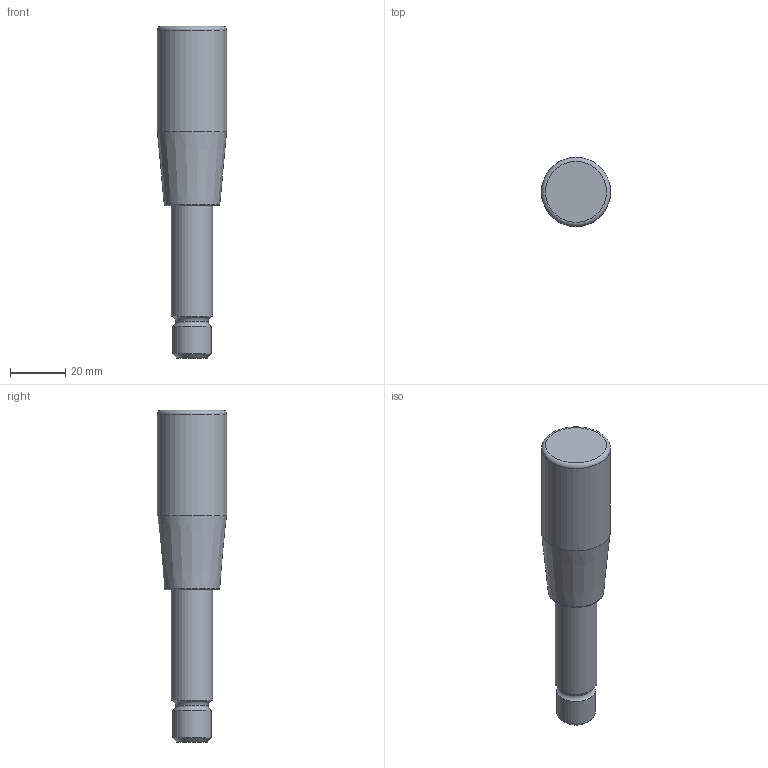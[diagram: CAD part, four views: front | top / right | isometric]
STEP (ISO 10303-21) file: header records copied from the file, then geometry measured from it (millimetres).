
FILE_DESCRIPTION( ( 'Unknown' ), '1' );
FILE_NAME( '6135030_BI65_M14x105.stp', 'Unknown', ( 'Unknown' ), ( 'Unknown' ), 'PSStep 11.0', 'Unknown', ' ' );
FILE_SCHEMA( ( 'AUTOMOTIVE_DESIGN { 1 0 10303 214 1 1 1 1 }' ) );
Length unit declared in the file: millimetre
Products named in the file (1): 6136030_MC25x65
Bounding box: 25 x 25 x 120 mm (x, y, z)
Volume: 37461.2 mm3; surface area: 8845.5 mm2
Topology: 1 solids, 3 shells, 21 faces, 46 edges, 30 vertices
Faces by surface type: cylinder 7, plane 5, torus 5, cone 4
Full cylindrical faces by diameter (mm): 8.376 x2, 10 x1, 11.8 x1, 14 x1, 15 x1, 25 x1
Entity records: 592 total; most frequent: DIRECTION 82, CARTESIAN_POINT 61, AXIS2_PLACEMENT_3D 41, EDGE_LOOP 38, ORIENTED_EDGE 38, FACE_OUTER_BOUND 33, STYLED_ITEM 21, PRESENTATION_STYLE_ASSIGNMENT 21
